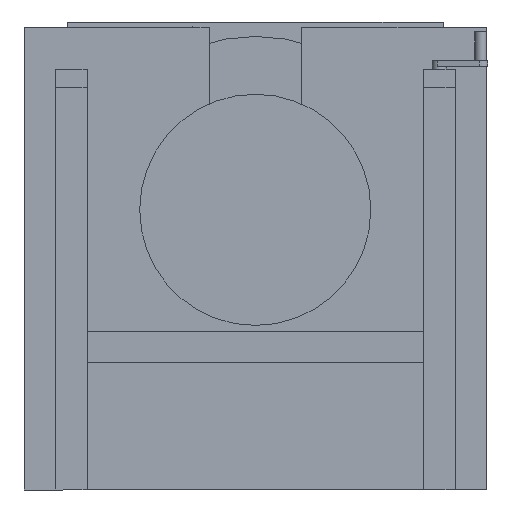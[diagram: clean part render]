
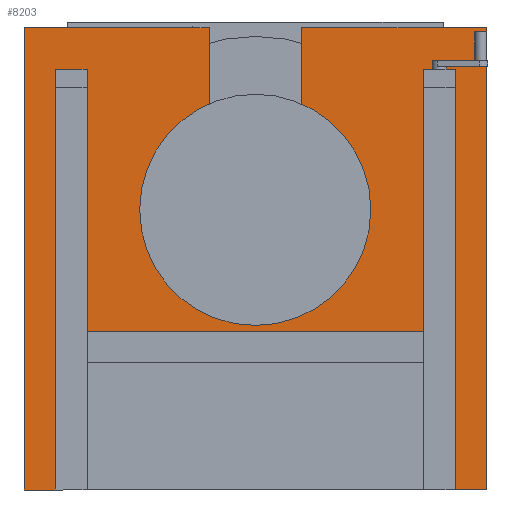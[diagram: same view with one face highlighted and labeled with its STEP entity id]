
A CAD part, front view. The second image highlights one B-rep face of the part: STEP entity #8203.
In plain terms, the highlighted planar face has unit normal (0, -1, 0).
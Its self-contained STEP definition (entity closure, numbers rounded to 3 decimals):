
#159=LINE('',#11885,#1138);
#165=LINE('',#11896,#1144);
#170=LINE('',#11906,#1149);
#171=LINE('',#11908,#1150);
#172=LINE('',#11910,#1151);
#173=LINE('',#11912,#1152);
#174=LINE('',#11914,#1153);
#175=LINE('',#11916,#1154);
#176=LINE('',#11918,#1155);
#177=LINE('',#11920,#1156);
#178=LINE('',#11922,#1157);
#179=LINE('',#11924,#1158);
#180=LINE('',#11926,#1159);
#181=LINE('',#11928,#1160);
#182=LINE('',#11930,#1161);
#183=LINE('',#11931,#1162);
#1138=VECTOR('',#9575,10.);
#1144=VECTOR('',#9585,10.);
#1149=VECTOR('',#9592,10.);
#1150=VECTOR('',#9593,10.);
#1151=VECTOR('',#9594,10.);
#1152=VECTOR('',#9595,10.);
#1153=VECTOR('',#9596,10.);
#1154=VECTOR('',#9597,10.);
#1155=VECTOR('',#9598,10.);
#1156=VECTOR('',#9599,10.);
#1157=VECTOR('',#9600,10.);
#1158=VECTOR('',#9601,10.);
#1159=VECTOR('',#9602,10.);
#1160=VECTOR('',#9603,10.);
#1161=VECTOR('',#9604,10.);
#1162=VECTOR('',#9605,10.);
#2158=PLANE('',#8760);
#2770=FACE_OUTER_BOUND('',#3290,.T.);
#3290=EDGE_LOOP('',(#6110,#6111,#6112,#6113,#6114,#6115,#6116,#6117,#6118,
#6119,#6120,#6121,#6122,#6123,#6124,#6125));
#4094=VERTEX_POINT('',#11883);
#4095=VERTEX_POINT('',#11884);
#4098=VERTEX_POINT('',#11895);
#4102=VERTEX_POINT('',#11905);
#4103=VERTEX_POINT('',#11907);
#4104=VERTEX_POINT('',#11909);
#4105=VERTEX_POINT('',#11911);
#4106=VERTEX_POINT('',#11913);
#4107=VERTEX_POINT('',#11915);
#4108=VERTEX_POINT('',#11917);
#4109=VERTEX_POINT('',#11919);
#4110=VERTEX_POINT('',#11921);
#4111=VERTEX_POINT('',#11923);
#4112=VERTEX_POINT('',#11925);
#4113=VERTEX_POINT('',#11927);
#4114=VERTEX_POINT('',#11929);
#4898=EDGE_CURVE('',#4094,#4095,#159,.T.);
#4904=EDGE_CURVE('',#4098,#4094,#165,.T.);
#4909=EDGE_CURVE('',#4095,#4102,#170,.T.);
#4910=EDGE_CURVE('',#4102,#4103,#171,.T.);
#4911=EDGE_CURVE('',#4103,#4104,#172,.T.);
#4912=EDGE_CURVE('',#4104,#4105,#173,.T.);
#4913=EDGE_CURVE('',#4105,#4106,#174,.T.);
#4914=EDGE_CURVE('',#4106,#4107,#175,.T.);
#4915=EDGE_CURVE('',#4108,#4107,#176,.T.);
#4916=EDGE_CURVE('',#4109,#4108,#177,.T.);
#4917=EDGE_CURVE('',#4109,#4110,#178,.T.);
#4918=EDGE_CURVE('',#4110,#4111,#179,.T.);
#4919=EDGE_CURVE('',#4111,#4112,#180,.T.);
#4920=EDGE_CURVE('',#4112,#4113,#181,.T.);
#4921=EDGE_CURVE('',#4113,#4114,#182,.T.);
#4922=EDGE_CURVE('',#4114,#4098,#183,.T.);
#6110=ORIENTED_EDGE('',*,*,#4898,.T.);
#6111=ORIENTED_EDGE('',*,*,#4909,.T.);
#6112=ORIENTED_EDGE('',*,*,#4910,.T.);
#6113=ORIENTED_EDGE('',*,*,#4911,.T.);
#6114=ORIENTED_EDGE('',*,*,#4912,.T.);
#6115=ORIENTED_EDGE('',*,*,#4913,.T.);
#6116=ORIENTED_EDGE('',*,*,#4914,.T.);
#6117=ORIENTED_EDGE('',*,*,#4915,.F.);
#6118=ORIENTED_EDGE('',*,*,#4916,.F.);
#6119=ORIENTED_EDGE('',*,*,#4917,.T.);
#6120=ORIENTED_EDGE('',*,*,#4918,.T.);
#6121=ORIENTED_EDGE('',*,*,#4919,.T.);
#6122=ORIENTED_EDGE('',*,*,#4920,.T.);
#6123=ORIENTED_EDGE('',*,*,#4921,.T.);
#6124=ORIENTED_EDGE('',*,*,#4922,.T.);
#6125=ORIENTED_EDGE('',*,*,#4904,.T.);
#8203=ADVANCED_FACE('',(#2770),#2158,.F.);
#8760=AXIS2_PLACEMENT_3D('',#11904,#9590,#9591);
#9575=DIRECTION('',(1.,0.,0.));
#9585=DIRECTION('',(0.,0.,-1.));
#9590=DIRECTION('center_axis',(0.,1.,0.));
#9591=DIRECTION('ref_axis',(1.,0.,0.));
#9592=DIRECTION('',(0.,0.,1.));
#9593=DIRECTION('',(1.,0.,0.));
#9594=DIRECTION('',(0.,0.,-1.));
#9595=DIRECTION('',(1.,0.,0.));
#9596=DIRECTION('',(0.,0.,1.));
#9597=DIRECTION('',(-1.,0.,0.));
#9598=DIRECTION('',(0.,0.,1.));
#9599=DIRECTION('',(1.,0.,0.));
#9600=DIRECTION('',(0.,0.,1.));
#9601=DIRECTION('',(-1.,0.,0.));
#9602=DIRECTION('',(0.,0.,-1.));
#9603=DIRECTION('',(1.,0.,0.));
#9604=DIRECTION('',(0.,0.,1.));
#9605=DIRECTION('',(1.,0.,0.));
#11883=CARTESIAN_POINT('',(359.,0.,-297.5));
#11884=CARTESIAN_POINT('',(941.,0.,-297.5));
#11885=CARTESIAN_POINT('',(795.5,0.,-297.5));
#11895=CARTESIAN_POINT('',(359.,0.,158.));
#11896=CARTESIAN_POINT('',(359.,0.,-370.));
#11904=CARTESIAN_POINT('Origin',(650.,0.,-170.));
#11905=CARTESIAN_POINT('',(941.,0.,158.));
#11906=CARTESIAN_POINT('',(941.,0.,-6.));
#11907=CARTESIAN_POINT('',(996.,0.,158.));
#11908=CARTESIAN_POINT('',(823.,0.,158.));
#11909=CARTESIAN_POINT('',(996.,0.,-570.));
#11910=CARTESIAN_POINT('',(996.,0.,-370.));
#11911=CARTESIAN_POINT('',(1050.,0.,-570.));
#11912=CARTESIAN_POINT('',(250.,0.,-570.));
#11913=CARTESIAN_POINT('',(1050.,0.,230.));
#11914=CARTESIAN_POINT('',(1050.,0.,-570.));
#11915=CARTESIAN_POINT('',(730.,0.,230.));
#11916=CARTESIAN_POINT('',(1050.,0.,230.));
#11917=CARTESIAN_POINT('',(730.,0.,-200.));
#11918=CARTESIAN_POINT('',(730.,0.,-200.));
#11919=CARTESIAN_POINT('',(570.,0.,-200.));
#11920=CARTESIAN_POINT('',(650.,0.,-200.));
#11921=CARTESIAN_POINT('',(570.,0.,230.));
#11922=CARTESIAN_POINT('',(570.,0.,-200.));
#11923=CARTESIAN_POINT('',(250.,0.,230.));
#11924=CARTESIAN_POINT('',(1050.,0.,230.));
#11925=CARTESIAN_POINT('',(250.,0.,-570.));
#11926=CARTESIAN_POINT('',(250.,0.,230.));
#11927=CARTESIAN_POINT('',(304.,0.,-570.));
#11928=CARTESIAN_POINT('',(250.,0.,-570.));
#11929=CARTESIAN_POINT('',(304.,0.,158.));
#11930=CARTESIAN_POINT('',(304.,0.,-6.));
#11931=CARTESIAN_POINT('',(504.5,0.,158.));
